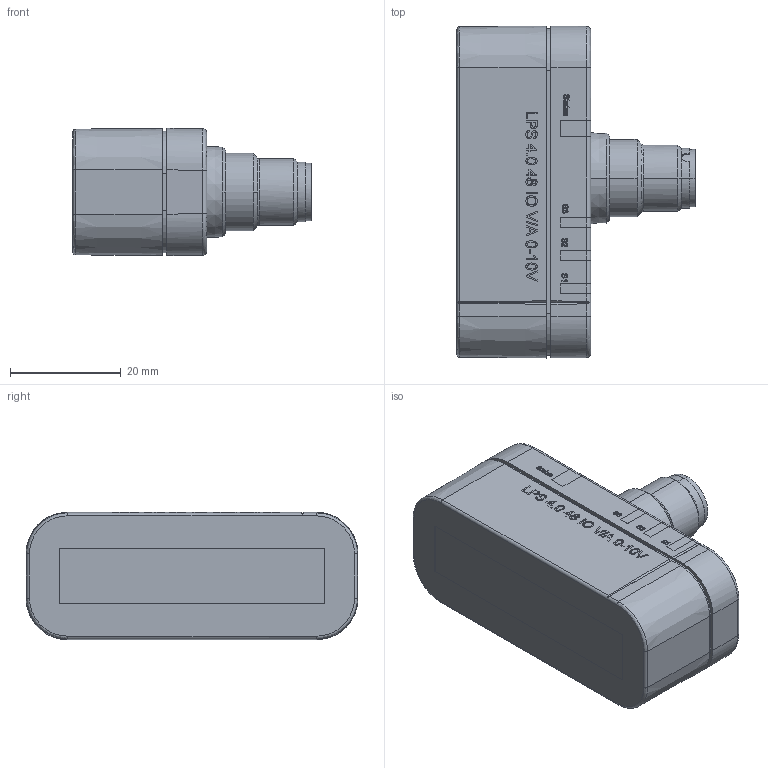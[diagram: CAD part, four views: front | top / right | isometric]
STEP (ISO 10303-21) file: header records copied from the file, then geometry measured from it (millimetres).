
FILE_DESCRIPTION (( 'STEP AP203' ), '1' );
FILE_NAME ('208108_INDUKTIVES_WEGMESSSYSTEM_LPS 4.0 48 IO 0-10V.STEP', '2020-10-14T13:43:39', ( '' ), ( '' ), 'SwSTEP 2.0', 'SolidWorks 2019', '' );
FILE_SCHEMA (( 'CONFIG_CONTROL_DESIGN' ));
Length unit declared in the file: millimetre
Products named in the file (1): 208108_INDUKTIVES_WEGMESSSYSTEM_LPS 4.0 48 IO 0-10V
Bounding box: 43.07 x 60 x 23 mm (x, y, z)
Volume: 33691.8 mm3; surface area: 9595.2 mm2
Topology: 3 solids, 3 shells, 764 faces, 2160 edges, 1429 vertices
Faces by surface type: plane 343, bspline 244, cylinder 140, cone 37
Entity records: 37510 total; most frequent: CARTESIAN_POINT 19501, ORIENTED_EDGE 4280, DIRECTION 2798, EDGE_CURVE 2140, VERTEX_POINT 1429, VECTOR 1230, LINE 1230, EDGE_LOOP 823
